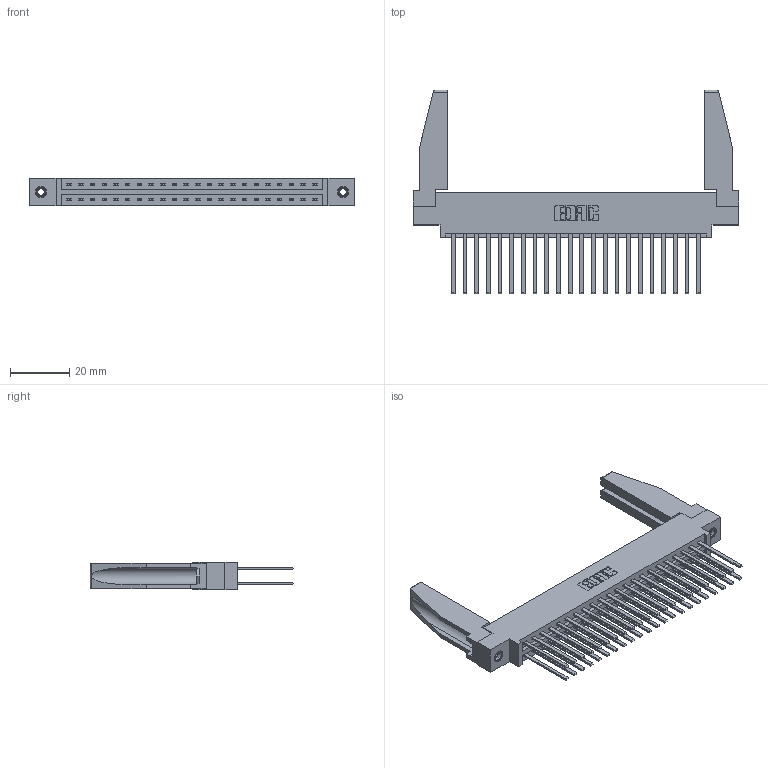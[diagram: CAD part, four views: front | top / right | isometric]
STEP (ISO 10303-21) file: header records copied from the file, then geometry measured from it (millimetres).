
FILE_DESCRIPTION (( 'STEP AP203' ), '1' );
FILE_NAME ('337-044-544-878.STEP', '2019-10-11T13:49:44', ( '' ), ( '' ), 'SwSTEP 2.0', 'SolidWorks 2016', '' );
FILE_SCHEMA (( 'CONFIG_CONTROL_DESIGN' ));
Length unit declared in the file: inch
Products named in the file (5): 337-044-544-878; 345-250-001_345-250-001-102; 307-220-078; 345-292-001_345-293-144; 337 Part_0.170 Offset - 0.156 Dia-TI
Assembly tree (49 placements, depth 2):
  337-044-544-878
    337 Part_0.170 Offset - 0.156 Dia-TI
    345-292-001_345-293-144  x44
    345-250-001_345-250-001-102  x2
    307-220-078  x2
Bounding box: 110.19 x 69.09 x 9.4 mm (x, y, z)
Volume: 15838.6 mm3; surface area: 19150 mm2
Topology: 49 solids, 49 shells, 2360 faces, 6945 edges, 4562 vertices
Faces by surface type: plane 1654, cylinder 690, cone 12, torus 4
Entity records: 22032 total; most frequent: CARTESIAN_POINT 3728, ORIENTED_EDGE 3620, DIRECTION 3210, EDGE_CURVE 1810, VECTOR 1648, LINE 1648, VERTEX_POINT 1200, AXIS2_PLACEMENT_3D 781
